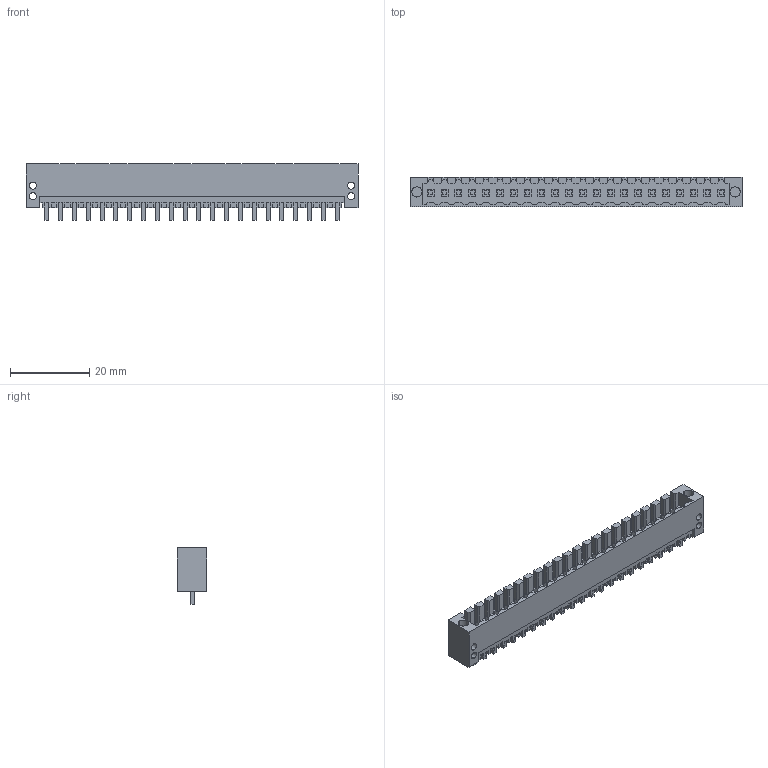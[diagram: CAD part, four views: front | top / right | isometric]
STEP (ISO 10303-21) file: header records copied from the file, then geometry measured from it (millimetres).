
FILE_DESCRIPTION(('CATIA V5 STEP Exchange','CAx-IF Rec.Pracs.--- Model Styling and Organization---1.2---2011-12-15'),'2;1');
FILE_NAME ('D1453689_0_1622230000_1622230000.stp','2018-03-12T07:10:11+00:00',('none'),('Weidmueller'),'CATIA Version 5-6 Release 2014','CATIA V5 STEP AP214','none');
FILE_SCHEMA(('AUTOMOTIVE_DESIGN { 1 0 10303 214 1 1 1 1 }'));
Length unit declared in the file: millimetre
Products named in the file (1): 1622230000
Bounding box: 84 x 7.45 x 14.25 mm (x, y, z)
Volume: 2784.4 mm3; surface area: 7371.6 mm2
Topology: 23 solids, 23 shells, 1272 faces, 3695 edges, 2495 vertices
Faces by surface type: plane 1228, cylinder 44
Entity records: 39540 total; most frequent: ORIENTED_EDGE 7382, CARTESIAN_POINT 6923, DIRECTION 5065, EDGE_CURVE 3691, VECTOR 3603, LINE 3603, VERTEX_POINT 2493, EDGE_LOOP 1358
